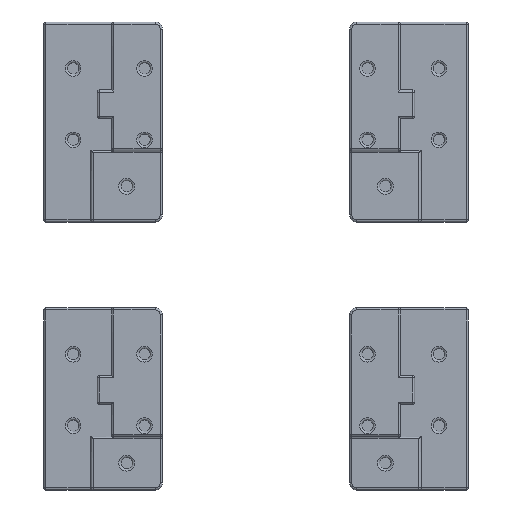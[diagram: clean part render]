
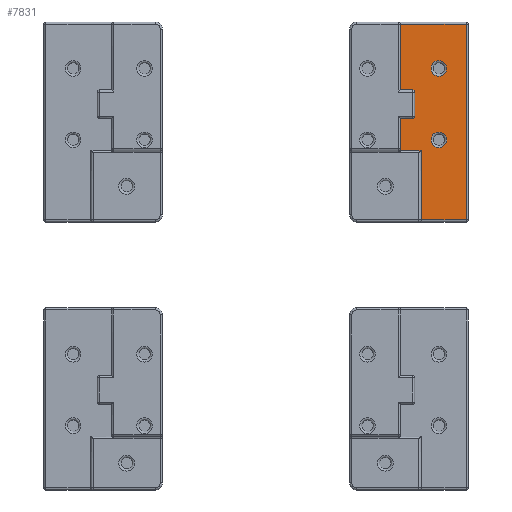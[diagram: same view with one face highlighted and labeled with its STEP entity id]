
A CAD part, front view. The second image highlights one B-rep face of the part: STEP entity #7831.
In plain terms, the highlighted planar face has unit normal (0, -1, 0).
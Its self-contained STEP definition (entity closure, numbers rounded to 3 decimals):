
#241=FACE_BOUND('',#1256,.T.);
#242=FACE_BOUND('',#1257,.T.);
#243=FACE_BOUND('',#1258,.T.);
#244=FACE_BOUND('',#1259,.T.);
#347=PLANE('',#8719);
#667=FACE_OUTER_BOUND('',#1255,.T.);
#1255=EDGE_LOOP('',(#6059,#6060,#6061,#6062,#6063,#6064));
#1256=EDGE_LOOP('',(#6065));
#1257=EDGE_LOOP('',(#6066));
#1258=EDGE_LOOP('',(#6067));
#1259=EDGE_LOOP('',(#6068));
#1920=CIRCLE('',#8705,1.4);
#1923=CIRCLE('',#8710,1.4);
#1926=CIRCLE('',#8720,2.2);
#1927=CIRCLE('',#8721,2.2);
#1928=CIRCLE('',#8722,2.2);
#1929=CIRCLE('',#8723,2.2);
#2502=LINE('',#13483,#2938);
#2503=LINE('',#13497,#2939);
#2511=LINE('',#13520,#2947);
#2512=LINE('',#13521,#2948);
#2938=VECTOR('',#10699,10.);
#2939=VECTOR('',#10714,10.);
#2947=VECTOR('',#10746,10.);
#2948=VECTOR('',#10747,10.);
#3500=VERTEX_POINT('',#13477);
#3502=VERTEX_POINT('',#13481);
#3503=VERTEX_POINT('',#13485);
#3506=VERTEX_POINT('',#13490);
#3508=VERTEX_POINT('',#13495);
#3511=VERTEX_POINT('',#13519);
#3512=VERTEX_POINT('',#13522);
#3513=VERTEX_POINT('',#13524);
#3514=VERTEX_POINT('',#13526);
#3515=VERTEX_POINT('',#13528);
#4380=EDGE_CURVE('',#3502,#3500,#2502,.T.);
#4384=EDGE_CURVE('',#3506,#3503,#1920,.T.);
#4386=EDGE_CURVE('',#3508,#3506,#2503,.T.);
#4389=EDGE_CURVE('',#3500,#3508,#1923,.T.);
#4398=EDGE_CURVE('',#3511,#3502,#2511,.T.);
#4399=EDGE_CURVE('',#3503,#3511,#2512,.T.);
#4400=EDGE_CURVE('',#3512,#3512,#1926,.T.);
#4401=EDGE_CURVE('',#3513,#3513,#1927,.T.);
#4402=EDGE_CURVE('',#3514,#3514,#1928,.T.);
#4403=EDGE_CURVE('',#3515,#3515,#1929,.T.);
#6059=ORIENTED_EDGE('',*,*,#4380,.F.);
#6060=ORIENTED_EDGE('',*,*,#4398,.F.);
#6061=ORIENTED_EDGE('',*,*,#4399,.F.);
#6062=ORIENTED_EDGE('',*,*,#4384,.F.);
#6063=ORIENTED_EDGE('',*,*,#4386,.F.);
#6064=ORIENTED_EDGE('',*,*,#4389,.F.);
#6065=ORIENTED_EDGE('',*,*,#4400,.F.);
#6066=ORIENTED_EDGE('',*,*,#4401,.F.);
#6067=ORIENTED_EDGE('',*,*,#4402,.F.);
#6068=ORIENTED_EDGE('',*,*,#4403,.F.);
#7831=ADVANCED_FACE('',(#667,#241,#242,#243,#244),#347,.F.);
#8705=AXIS2_PLACEMENT_3D('',#13492,#10708,#10709);
#8710=AXIS2_PLACEMENT_3D('',#13501,#10720,#10721);
#8719=AXIS2_PLACEMENT_3D('',#13518,#10744,#10745);
#8720=AXIS2_PLACEMENT_3D('',#13523,#10748,#10749);
#8721=AXIS2_PLACEMENT_3D('',#13525,#10750,#10751);
#8722=AXIS2_PLACEMENT_3D('',#13527,#10752,#10753);
#8723=AXIS2_PLACEMENT_3D('',#13529,#10754,#10755);
#10699=DIRECTION('',(-1.,0.,0.));
#10708=DIRECTION('center_axis',(0.,1.,0.));
#10709=DIRECTION('ref_axis',(-0.926,0.,0.378));
#10714=DIRECTION('',(0.,0.,1.));
#10720=DIRECTION('center_axis',(0.,1.,0.));
#10721=DIRECTION('ref_axis',(-0.707,0.,-0.707));
#10744=DIRECTION('center_axis',(0.,1.,0.));
#10745=DIRECTION('ref_axis',(0.,0.,1.));
#10746=DIRECTION('',(0.,0.,-1.));
#10747=DIRECTION('',(1.,0.,0.));
#10748=DIRECTION('center_axis',(0.,-1.,0.));
#10749=DIRECTION('ref_axis',(0.,0.,1.));
#10750=DIRECTION('center_axis',(0.,-1.,0.));
#10751=DIRECTION('ref_axis',(0.,0.,1.));
#10752=DIRECTION('center_axis',(0.,-1.,0.));
#10753=DIRECTION('ref_axis',(0.,0.,1.));
#10754=DIRECTION('center_axis',(0.,-1.,0.));
#10755=DIRECTION('ref_axis',(0.,0.,1.));
#13477=CARTESIAN_POINT('',(-13.,32.,47.6));
#13481=CARTESIAN_POINT('',(17.6,32.,47.6));
#13483=CARTESIAN_POINT('',(-6.7,32.,47.6));
#13485=CARTESIAN_POINT('',(-13.,32.,102.4));
#13490=CARTESIAN_POINT('',(-14.4,32.,101.));
#13492=CARTESIAN_POINT('Origin',(-13.,32.,101.));
#13495=CARTESIAN_POINT('',(-14.4,32.,49.));
#13497=CARTESIAN_POINT('',(-14.4,32.,90.25));
#13501=CARTESIAN_POINT('Origin',(-13.,32.,49.));
#13518=CARTESIAN_POINT('Origin',(1.6,32.,77.5));
#13519=CARTESIAN_POINT('',(17.6,32.,102.4));
#13520=CARTESIAN_POINT('',(17.6,32.,64.75));
#13521=CARTESIAN_POINT('',(9.9,32.,102.4));
#13522=CARTESIAN_POINT('',(10.,32.,67.8));
#13523=CARTESIAN_POINT('Origin',(10.,32.,70.));
#13524=CARTESIAN_POINT('',(-10.,32.,87.8));
#13525=CARTESIAN_POINT('Origin',(-10.,32.,90.));
#13526=CARTESIAN_POINT('',(10.,32.,87.8));
#13527=CARTESIAN_POINT('Origin',(10.,32.,90.));
#13528=CARTESIAN_POINT('',(-10.,32.,67.8));
#13529=CARTESIAN_POINT('Origin',(-10.,32.,70.));
